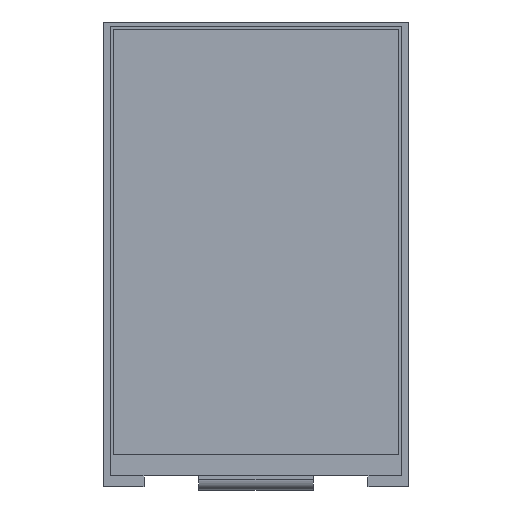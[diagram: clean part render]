
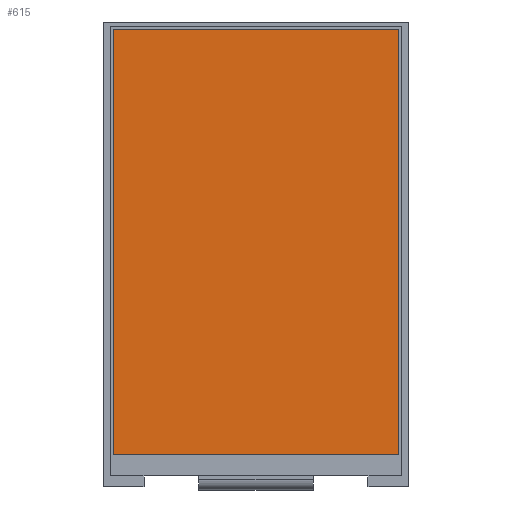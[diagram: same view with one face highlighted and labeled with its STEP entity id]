
A CAD part, top view. The second image highlights one B-rep face of the part: STEP entity #615.
In plain terms, the highlighted planar face has unit normal (0, 0, 1).
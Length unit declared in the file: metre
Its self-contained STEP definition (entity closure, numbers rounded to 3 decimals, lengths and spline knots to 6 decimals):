
#110=ORIENTED_EDGE('',*,*,#234,.F.);
#111=ORIENTED_EDGE('',*,*,#235,.T.);
#112=ORIENTED_EDGE('',*,*,#236,.T.);
#113=ORIENTED_EDGE('',*,*,#237,.F.);
#234=EDGE_CURVE('',#302,#303,#370,.T.);
#235=EDGE_CURVE('',#302,#304,#371,.T.);
#236=EDGE_CURVE('',#304,#305,#372,.T.);
#237=EDGE_CURVE('',#303,#305,#373,.T.);
#302=VERTEX_POINT('',#1100);
#303=VERTEX_POINT('',#1101);
#304=VERTEX_POINT('',#1103);
#305=VERTEX_POINT('',#1105);
#370=LINE('',#1099,#448);
#371=LINE('',#1102,#449);
#372=LINE('',#1104,#450);
#373=LINE('',#1106,#451);
#448=VECTOR('',#928,1.);
#449=VECTOR('',#929,1.);
#450=VECTOR('',#930,1.);
#451=VECTOR('',#931,1.);
#493=EDGE_LOOP('',(#110,#111,#112,#113));
#527=FACE_BOUND('',#493,.T.);
#559=PLANE('',#819);
#615=ADVANCED_FACE('',(#527),#559,.T.);
#819=AXIS2_PLACEMENT_3D('',#1098,#926,#927);
#926=DIRECTION('',(0.,0.,1.));
#927=DIRECTION('',(1.,0.,0.));
#928=DIRECTION('',(1.,0.,0.));
#929=DIRECTION('',(0.,-1.,0.));
#930=DIRECTION('',(1.,0.,0.));
#931=DIRECTION('',(0.,-1.,0.));
#1098=CARTESIAN_POINT('',(0.,0.,0.00244));
#1099=CARTESIAN_POINT('',(0.,0.04015,0.00244));
#1100=CARTESIAN_POINT('',(-0.02548,0.04015,0.00244));
#1101=CARTESIAN_POINT('',(0.02548,0.04015,0.00244));
#1102=CARTESIAN_POINT('',(-0.02548,0.00218,0.00244));
#1103=CARTESIAN_POINT('',(-0.02548,-0.03579,0.00244));
#1104=CARTESIAN_POINT('',(0.,-0.03579,0.00244));
#1105=CARTESIAN_POINT('',(0.02548,-0.03579,0.00244));
#1106=CARTESIAN_POINT('',(0.02548,0.00218,0.00244));
